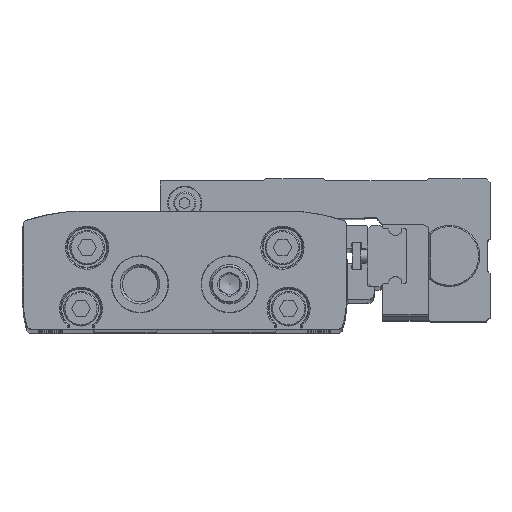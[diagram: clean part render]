
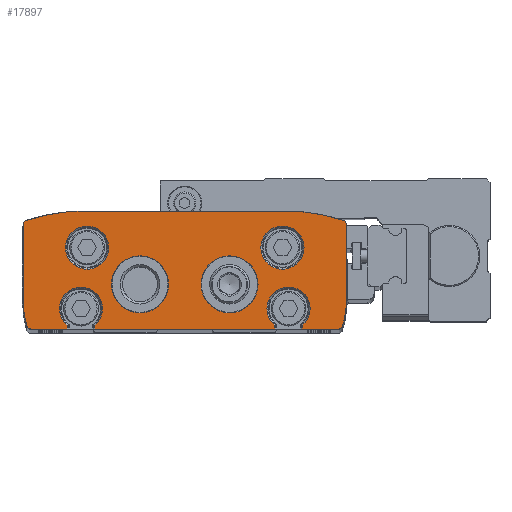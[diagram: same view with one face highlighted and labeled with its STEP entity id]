
A CAD part, top view. The second image highlights one B-rep face of the part: STEP entity #17897.
In plain terms, the highlighted planar face has unit normal (0, 0, 1).
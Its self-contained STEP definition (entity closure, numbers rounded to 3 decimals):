
#790=CIRCLE('',#21950,5.3);
#791=CIRCLE('',#21951,5.3);
#792=CIRCLE('',#21952,1.);
#793=CIRCLE('',#21953,21.);
#794=CIRCLE('',#21954,1.);
#795=CIRCLE('',#21955,45.);
#796=CIRCLE('',#21956,45.);
#797=CIRCLE('',#21957,1.);
#798=CIRCLE('',#21958,21.);
#799=CIRCLE('',#21959,1.);
#800=CIRCLE('',#21960,5.3);
#801=CIRCLE('',#21961,5.3);
#802=CIRCLE('',#21962,7.);
#803=CIRCLE('',#21963,7.);
#1818=ORIENTED_EDGE('',*,*,#6789,.F.);
#1819=ORIENTED_EDGE('',*,*,#6778,.T.);
#1820=ORIENTED_EDGE('',*,*,#6638,.T.);
#1821=ORIENTED_EDGE('',*,*,#6780,.F.);
#1822=ORIENTED_EDGE('',*,*,#6790,.F.);
#1823=ORIENTED_EDGE('',*,*,#6788,.T.);
#1824=ORIENTED_EDGE('',*,*,#6630,.T.);
#1825=ORIENTED_EDGE('',*,*,#6791,.T.);
#1826=ORIENTED_EDGE('',*,*,#6792,.T.);
#1827=ORIENTED_EDGE('',*,*,#6793,.T.);
#1828=ORIENTED_EDGE('',*,*,#6794,.T.);
#1829=ORIENTED_EDGE('',*,*,#6795,.T.);
#1830=ORIENTED_EDGE('',*,*,#6796,.T.);
#1831=ORIENTED_EDGE('',*,*,#6797,.T.);
#1832=ORIENTED_EDGE('',*,*,#6798,.T.);
#1833=ORIENTED_EDGE('',*,*,#6799,.T.);
#1834=ORIENTED_EDGE('',*,*,#6800,.T.);
#1835=ORIENTED_EDGE('',*,*,#6801,.T.);
#1836=ORIENTED_EDGE('',*,*,#6626,.T.);
#1837=ORIENTED_EDGE('',*,*,#6770,.F.);
#1838=ORIENTED_EDGE('',*,*,#6802,.F.);
#1839=ORIENTED_EDGE('',*,*,#6803,.F.);
#1840=ORIENTED_EDGE('',*,*,#6804,.F.);
#1841=ORIENTED_EDGE('',*,*,#6805,.F.);
#6626=EDGE_CURVE('',#9128,#9127,#10925,.T.);
#6630=EDGE_CURVE('',#9132,#9131,#10929,.T.);
#6638=EDGE_CURVE('',#9140,#9139,#10933,.T.);
#6770=EDGE_CURVE('',#9259,#9127,#11011,.T.);
#6778=EDGE_CURVE('',#9264,#9140,#11018,.T.);
#6780=EDGE_CURVE('',#9265,#9139,#11019,.T.);
#6788=EDGE_CURVE('',#9270,#9132,#11026,.T.);
#6789=EDGE_CURVE('',#9264,#9259,#790,.T.);
#6790=EDGE_CURVE('',#9270,#9265,#791,.T.);
#6791=EDGE_CURVE('',#9131,#9271,#792,.T.);
#6792=EDGE_CURVE('',#9271,#9272,#793,.T.);
#6793=EDGE_CURVE('',#9272,#9273,#11027,.T.);
#6794=EDGE_CURVE('',#9273,#9274,#794,.T.);
#6795=EDGE_CURVE('',#9274,#9275,#795,.T.);
#6796=EDGE_CURVE('',#9275,#9276,#11028,.T.);
#6797=EDGE_CURVE('',#9276,#9277,#796,.T.);
#6798=EDGE_CURVE('',#9277,#9278,#797,.T.);
#6799=EDGE_CURVE('',#9278,#9279,#11029,.T.);
#6800=EDGE_CURVE('',#9279,#9280,#798,.T.);
#6801=EDGE_CURVE('',#9280,#9128,#799,.T.);
#6802=EDGE_CURVE('',#9281,#9281,#800,.T.);
#6803=EDGE_CURVE('',#9282,#9282,#801,.T.);
#6804=EDGE_CURVE('',#9283,#9283,#802,.T.);
#6805=EDGE_CURVE('',#9284,#9284,#803,.T.);
#9127=VERTEX_POINT('',#29602);
#9128=VERTEX_POINT('',#29604);
#9131=VERTEX_POINT('',#29610);
#9132=VERTEX_POINT('',#29612);
#9139=VERTEX_POINT('',#29626);
#9140=VERTEX_POINT('',#29628);
#9259=VERTEX_POINT('',#29910);
#9264=VERTEX_POINT('',#29929);
#9265=VERTEX_POINT('',#29936);
#9270=VERTEX_POINT('',#29955);
#9271=VERTEX_POINT('',#29961);
#9272=VERTEX_POINT('',#29963);
#9273=VERTEX_POINT('',#29965);
#9274=VERTEX_POINT('',#29967);
#9275=VERTEX_POINT('',#29969);
#9276=VERTEX_POINT('',#29971);
#9277=VERTEX_POINT('',#29973);
#9278=VERTEX_POINT('',#29975);
#9279=VERTEX_POINT('',#29977);
#9280=VERTEX_POINT('',#29979);
#9281=VERTEX_POINT('',#29982);
#9282=VERTEX_POINT('',#29984);
#9283=VERTEX_POINT('',#29986);
#9284=VERTEX_POINT('',#29988);
#10925=LINE('',#29603,#12472);
#10929=LINE('',#29611,#12476);
#10933=LINE('',#29627,#12480);
#11011=LINE('',#29912,#12558);
#11018=LINE('',#29930,#12565);
#11019=LINE('',#29938,#12566);
#11026=LINE('',#29956,#12573);
#11027=LINE('',#29964,#12574);
#11028=LINE('',#29970,#12575);
#11029=LINE('',#29976,#12576);
#12472=VECTOR('',#23940,1000.);
#12476=VECTOR('',#23944,1000.);
#12480=VECTOR('',#23956,1000.);
#12558=VECTOR('',#24166,1000.);
#12565=VECTOR('',#24179,1000.);
#12566=VECTOR('',#24182,1000.);
#12573=VECTOR('',#24195,1000.);
#12574=VECTOR('',#24206,1000.);
#12575=VECTOR('',#24211,1000.);
#12576=VECTOR('',#24216,1000.);
#14059=EDGE_LOOP('',(#1818,#1819,#1820,#1821,#1822,#1823,#1824,#1825,#1826,
#1827,#1828,#1829,#1830,#1831,#1832,#1833,#1834,#1835,#1836,#1837));
#14060=EDGE_LOOP('',(#1838));
#14061=EDGE_LOOP('',(#1839));
#14062=EDGE_LOOP('',(#1840));
#14063=EDGE_LOOP('',(#1841));
#15688=FACE_BOUND('',#14059,.T.);
#15689=FACE_BOUND('',#14060,.T.);
#15690=FACE_BOUND('',#14061,.T.);
#15691=FACE_BOUND('',#14062,.T.);
#15692=FACE_BOUND('',#14063,.T.);
#17310=PLANE('',#21949);
#17897=ADVANCED_FACE('',(#15688,#15689,#15690,#15691,#15692),#17310,.T.);
#21949=AXIS2_PLACEMENT_3D('',#29957,#24196,#24197);
#21950=AXIS2_PLACEMENT_3D('',#29958,#24198,#24199);
#21951=AXIS2_PLACEMENT_3D('',#29959,#24200,#24201);
#21952=AXIS2_PLACEMENT_3D('',#29960,#24202,#24203);
#21953=AXIS2_PLACEMENT_3D('',#29962,#24204,#24205);
#21954=AXIS2_PLACEMENT_3D('',#29966,#24207,#24208);
#21955=AXIS2_PLACEMENT_3D('',#29968,#24209,#24210);
#21956=AXIS2_PLACEMENT_3D('',#29972,#24212,#24213);
#21957=AXIS2_PLACEMENT_3D('',#29974,#24214,#24215);
#21958=AXIS2_PLACEMENT_3D('',#29978,#24217,#24218);
#21959=AXIS2_PLACEMENT_3D('',#29980,#24219,#24220);
#21960=AXIS2_PLACEMENT_3D('',#29981,#24221,#24222);
#21961=AXIS2_PLACEMENT_3D('',#29983,#24223,#24224);
#21962=AXIS2_PLACEMENT_3D('',#29985,#24225,#24226);
#21963=AXIS2_PLACEMENT_3D('',#29987,#24227,#24228);
#23940=DIRECTION('',(1.,0.,0.));
#23944=DIRECTION('',(1.,0.,0.));
#23956=DIRECTION('',(1.,0.,0.));
#24166=DIRECTION('',(0.,-1.,0.));
#24179=DIRECTION('',(0.,-1.,0.));
#24182=DIRECTION('',(0.,-1.,0.));
#24195=DIRECTION('',(0.,-1.,0.));
#24196=DIRECTION('',(0.,0.,1.));
#24197=DIRECTION('',(1.,0.,0.));
#24198=DIRECTION('',(0.,0.,1.));
#24199=DIRECTION('',(1.,0.,0.));
#24200=DIRECTION('',(0.,0.,1.));
#24201=DIRECTION('',(1.,0.,0.));
#24202=DIRECTION('',(0.,0.,1.));
#24203=DIRECTION('',(1.,0.,0.));
#24204=DIRECTION('',(0.,0.,1.));
#24205=DIRECTION('',(1.,0.,0.));
#24206=DIRECTION('',(0.,1.,0.));
#24207=DIRECTION('',(0.,0.,1.));
#24208=DIRECTION('',(1.,0.,0.));
#24209=DIRECTION('',(0.,0.,1.));
#24210=DIRECTION('',(1.,0.,0.));
#24211=DIRECTION('',(-1.,0.,0.));
#24212=DIRECTION('',(0.,0.,1.));
#24213=DIRECTION('',(1.,0.,0.));
#24214=DIRECTION('',(0.,0.,1.));
#24215=DIRECTION('',(1.,0.,0.));
#24216=DIRECTION('',(0.,-1.,0.));
#24217=DIRECTION('',(0.,0.,1.));
#24218=DIRECTION('',(1.,0.,0.));
#24219=DIRECTION('',(0.,0.,1.));
#24220=DIRECTION('',(1.,0.,0.));
#24221=DIRECTION('',(0.,0.,1.));
#24222=DIRECTION('',(1.,0.,0.));
#24223=DIRECTION('',(0.,0.,1.));
#24224=DIRECTION('',(1.,0.,0.));
#24225=DIRECTION('',(0.,0.,1.));
#24226=DIRECTION('',(1.,0.,0.));
#24227=DIRECTION('',(0.,0.,1.));
#24228=DIRECTION('',(1.,0.,0.));
#29602=CARTESIAN_POINT('',(-28.9,0.,300.));
#29603=CARTESIAN_POINT('',(-37.779,0.,300.));
#29604=CARTESIAN_POINT('',(-37.779,0.,300.));
#29610=CARTESIAN_POINT('',(37.779,0.,300.));
#29611=CARTESIAN_POINT('',(-37.779,0.,300.));
#29612=CARTESIAN_POINT('',(28.9,0.,300.));
#29626=CARTESIAN_POINT('',(22.1,0.,300.));
#29627=CARTESIAN_POINT('',(-37.779,0.,300.));
#29628=CARTESIAN_POINT('',(-22.1,0.,300.));
#29910=CARTESIAN_POINT('',(-28.9,0.934,300.));
#29912=CARTESIAN_POINT('',(-28.9,5.,300.));
#29929=CARTESIAN_POINT('',(-22.1,0.934,300.));
#29930=CARTESIAN_POINT('',(-22.1,5.,300.));
#29936=CARTESIAN_POINT('',(22.1,0.934,300.));
#29938=CARTESIAN_POINT('',(22.1,5.,300.));
#29955=CARTESIAN_POINT('',(28.9,0.934,300.));
#29956=CARTESIAN_POINT('',(28.9,5.,300.));
#29957=CARTESIAN_POINT('',(-18.7,7.,300.));
#29958=CARTESIAN_POINT('',(-25.5,5.,300.));
#29959=CARTESIAN_POINT('',(25.5,5.,300.));
#29960=CARTESIAN_POINT('',(37.779,1.,300.));
#29961=CARTESIAN_POINT('',(38.733,0.7,300.));
#29962=CARTESIAN_POINT('',(18.7,7.,300.));
#29963=CARTESIAN_POINT('',(39.7,7.,300.));
#29964=CARTESIAN_POINT('',(39.7,7.,300.));
#29965=CARTESIAN_POINT('',(39.7,25.713,300.));
#29966=CARTESIAN_POINT('',(38.7,25.713,300.));
#29967=CARTESIAN_POINT('',(39.018,26.661,300.));
#29968=CARTESIAN_POINT('',(24.7,-16.,300.));
#29969=CARTESIAN_POINT('',(24.7,29.,300.));
#29970=CARTESIAN_POINT('',(24.7,29.,300.));
#29971=CARTESIAN_POINT('',(-24.7,29.,300.));
#29972=CARTESIAN_POINT('',(-24.7,-16.,300.));
#29973=CARTESIAN_POINT('',(-39.018,26.661,300.));
#29974=CARTESIAN_POINT('',(-38.7,25.713,300.));
#29975=CARTESIAN_POINT('',(-39.7,25.713,300.));
#29976=CARTESIAN_POINT('',(-39.7,25.713,300.));
#29977=CARTESIAN_POINT('',(-39.7,7.,300.));
#29978=CARTESIAN_POINT('',(-18.7,7.,300.));
#29979=CARTESIAN_POINT('',(-38.733,0.7,300.));
#29980=CARTESIAN_POINT('',(-37.779,1.,300.));
#29981=CARTESIAN_POINT('',(-24.,20.,300.));
#29982=CARTESIAN_POINT('',(-18.7,20.,300.));
#29983=CARTESIAN_POINT('',(24.,20.,300.));
#29984=CARTESIAN_POINT('',(29.3,20.,300.));
#29985=CARTESIAN_POINT('',(-11.,11.,300.));
#29986=CARTESIAN_POINT('',(-4.,11.,300.));
#29987=CARTESIAN_POINT('',(11.,11.,300.));
#29988=CARTESIAN_POINT('',(18.,11.,300.));
